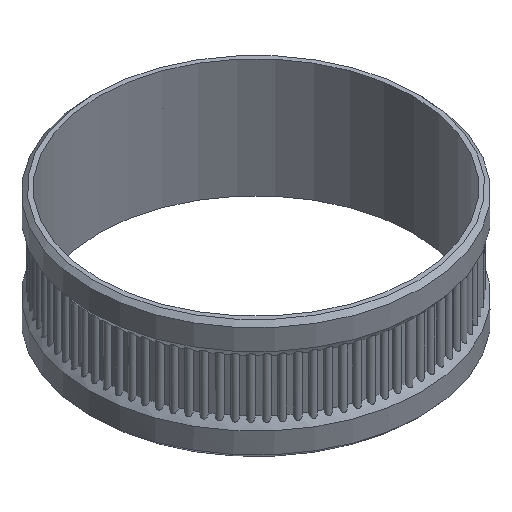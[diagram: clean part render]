
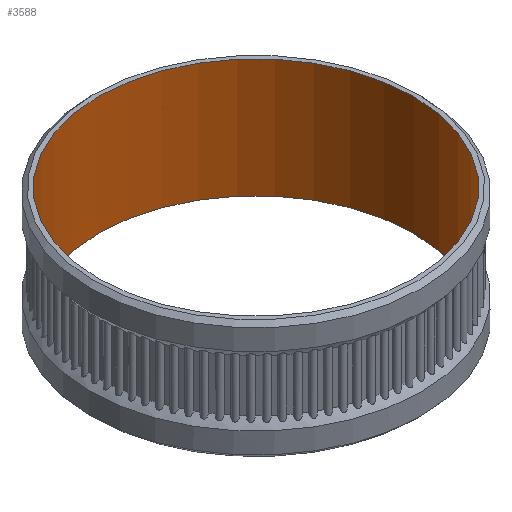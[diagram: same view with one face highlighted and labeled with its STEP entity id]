
A CAD part, isometric view. The second image highlights one B-rep face of the part: STEP entity #3588.
In plain terms, the highlighted cylindrical face has radius 37.95 mm (diameter 75.9 mm), a full revolution.
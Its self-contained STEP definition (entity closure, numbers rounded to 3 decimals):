
#383=CYLINDRICAL_SURFACE('',#3980,37.95);
#570=LINE('',#8769,#757);
#757=VECTOR('',#4927,37.95);
#951=FACE_OUTER_BOUND('',#1141,.T.);
#1141=EDGE_LOOP('',(#3393,#3394,#3395,#3396));
#1145=CIRCLE('',#3606,37.95);
#1333=CIRCLE('',#3981,37.95);
#1335=VERTEX_POINT('',#4934);
#1709=VERTEX_POINT('',#8767);
#1711=EDGE_CURVE('',#1335,#1335,#1145,.T.);
#2271=EDGE_CURVE('',#1709,#1709,#1333,.T.);
#2272=EDGE_CURVE('',#1709,#1335,#570,.T.);
#3393=ORIENTED_EDGE('',*,*,#2271,.F.);
#3394=ORIENTED_EDGE('',*,*,#2272,.T.);
#3395=ORIENTED_EDGE('',*,*,#1711,.F.);
#3396=ORIENTED_EDGE('',*,*,#2272,.F.);
#3588=ADVANCED_FACE('',(#951),#383,.F.);
#3606=AXIS2_PLACEMENT_3D('',#4935,#3989,#3990);
#3980=AXIS2_PLACEMENT_3D('',#8766,#4923,#4924);
#3981=AXIS2_PLACEMENT_3D('',#8768,#4925,#4926);
#3989=DIRECTION('center_axis',(0.,0.,
1.));
#3990=DIRECTION('ref_axis',(-1.,0.,0.));
#4923=DIRECTION('center_axis',(0.,0.,
-1.));
#4924=DIRECTION('ref_axis',(-1.,0.,0.));
#4925=DIRECTION('center_axis',(0.,0.,
-1.));
#4926=DIRECTION('ref_axis',(-1.,0.,0.));
#4927=DIRECTION('',(0.,0.,-1.));
#4934=CARTESIAN_POINT('',(37.95,0.,0.));
#4935=CARTESIAN_POINT('Origin',(0.,0.,0.));
#8766=CARTESIAN_POINT('Origin',(0.,0.,-1.15));
#8767=CARTESIAN_POINT('',(37.95,0.,28.55));
#8768=CARTESIAN_POINT('Origin',(0.,0.,28.55));
#8769=CARTESIAN_POINT('',(37.95,0.,-1.15));
